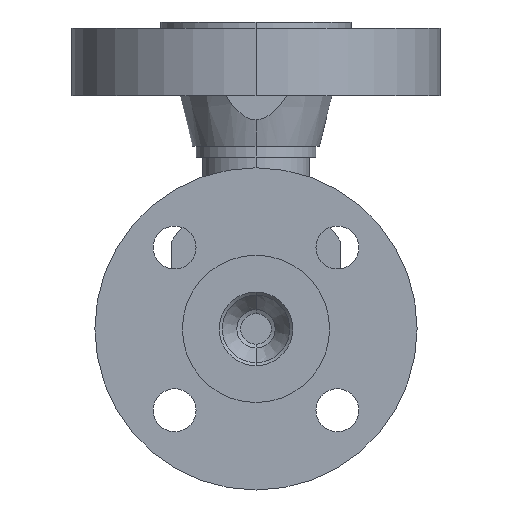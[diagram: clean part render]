
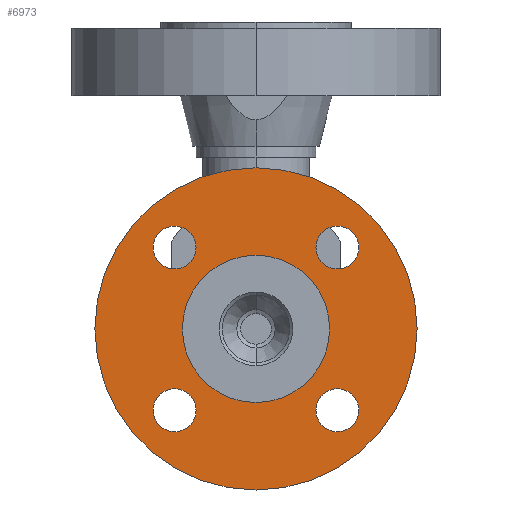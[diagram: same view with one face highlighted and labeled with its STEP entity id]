
A CAD part, front view. The second image highlights one B-rep face of the part: STEP entity #6973.
In plain terms, the highlighted planar face has unit normal (0, -1, 0).
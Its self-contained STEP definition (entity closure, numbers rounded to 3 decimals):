
#6706=CARTESIAN_POINT('',(0.,0.,0.));
#6707=DIRECTION('',(0.,1.,0.));
#6708=DIRECTION('',(0.,0.,-1.));
#6709=AXIS2_PLACEMENT_3D('',#6706,#6707,#6708);
#6711=CARTESIAN_POINT('',(0.,0.,0.));
#6712=DIRECTION('',(0.,-1.,0.));
#6713=DIRECTION('',(0.,0.,-1.));
#6714=AXIS2_PLACEMENT_3D('',#6711,#6712,#6713);
#6716=CARTESIAN_POINT('',(-26.517,0.,-26.517));
#6717=DIRECTION('',(0.,-1.,0.));
#6718=DIRECTION('',(1.,0.,0.));
#6719=AXIS2_PLACEMENT_3D('',#6716,#6717,#6718);
#6721=CARTESIAN_POINT('',(-26.517,0.,-26.517));
#6722=DIRECTION('',(0.,-1.,0.));
#6723=DIRECTION('',(-1.,0.,0.));
#6724=AXIS2_PLACEMENT_3D('',#6721,#6722,#6723);
#6726=CARTESIAN_POINT('',(-26.517,0.,26.517));
#6727=DIRECTION('',(0.,-1.,0.));
#6728=DIRECTION('',(1.,0.,0.));
#6729=AXIS2_PLACEMENT_3D('',#6726,#6727,#6728);
#6731=CARTESIAN_POINT('',(-26.517,0.,26.517));
#6732=DIRECTION('',(0.,-1.,0.));
#6733=DIRECTION('',(-1.,0.,0.));
#6734=AXIS2_PLACEMENT_3D('',#6731,#6732,#6733);
#6736=CARTESIAN_POINT('',(26.517,0.,26.517));
#6737=DIRECTION('',(0.,-1.,0.));
#6738=DIRECTION('',(1.,0.,0.));
#6739=AXIS2_PLACEMENT_3D('',#6736,#6737,#6738);
#6741=CARTESIAN_POINT('',(26.517,0.,26.517));
#6742=DIRECTION('',(0.,-1.,0.));
#6743=DIRECTION('',(-1.,0.,0.));
#6744=AXIS2_PLACEMENT_3D('',#6741,#6742,#6743);
#6746=CARTESIAN_POINT('',(26.517,0.,-26.517));
#6747=DIRECTION('',(0.,-1.,0.));
#6748=DIRECTION('',(1.,0.,0.));
#6749=AXIS2_PLACEMENT_3D('',#6746,#6747,#6748);
#6751=CARTESIAN_POINT('',(26.517,0.,-26.517));
#6752=DIRECTION('',(0.,-1.,0.));
#6753=DIRECTION('',(-1.,0.,0.));
#6754=AXIS2_PLACEMENT_3D('',#6751,#6752,#6753);
#6756=CARTESIAN_POINT('',(0.,0.,0.));
#6757=DIRECTION('',(0.,-1.,0.));
#6758=DIRECTION('',(0.,0.,-1.));
#6759=AXIS2_PLACEMENT_3D('',#6756,#6757,#6758);
#6769=CARTESIAN_POINT('',(0.,0.,0.));
#6770=DIRECTION('',(0.,1.,0.));
#6771=DIRECTION('',(0.,0.,-1.));
#6772=AXIS2_PLACEMENT_3D('',#6769,#6770,#6771);
#6857=CARTESIAN_POINT('',(0.,0.,-24.));
#6859=VERTEX_POINT('',#6857);
#6860=CARTESIAN_POINT('',(0.,0.,-52.5));
#6862=VERTEX_POINT('',#6860);
#6865=CARTESIAN_POINT('',(0.,0.,24.));
#6867=VERTEX_POINT('',#6865);
#6868=CARTESIAN_POINT('',(0.,0.,52.5));
#6870=VERTEX_POINT('',#6868);
#6872=CARTESIAN_POINT('',(-19.517,0.,-26.517));
#6873=CARTESIAN_POINT('',(-33.517,0.,-26.517));
#6874=VERTEX_POINT('',#6872);
#6875=VERTEX_POINT('',#6873);
#6880=CARTESIAN_POINT('',(-19.517,0.,26.517));
#6881=CARTESIAN_POINT('',(-33.517,0.,26.517));
#6882=VERTEX_POINT('',#6880);
#6883=VERTEX_POINT('',#6881);
#6888=CARTESIAN_POINT('',(33.517,0.,26.517));
#6889=CARTESIAN_POINT('',(19.517,0.,26.517));
#6890=VERTEX_POINT('',#6888);
#6891=VERTEX_POINT('',#6889);
#6896=CARTESIAN_POINT('',(33.517,0.,-26.517));
#6897=CARTESIAN_POINT('',(19.517,0.,-26.517));
#6898=VERTEX_POINT('',#6896);
#6899=VERTEX_POINT('',#6897);
#6934=CARTESIAN_POINT('',(0.,0.,0.));
#6935=DIRECTION('',(0.,-1.,0.));
#6936=DIRECTION('',(0.,0.,1.));
#6937=AXIS2_PLACEMENT_3D('',#6934,#6935,#6936);
#6938=PLANE('',#6937);
#6940=ORIENTED_EDGE('',*,*,#6939,.F.);
#6942=ORIENTED_EDGE('',*,*,#6941,.T.);
#6943=EDGE_LOOP('',(#6940,#6942));
#6944=FACE_OUTER_BOUND('',#6943,.F.);
#6945=ORIENTED_EDGE('',*,*,#6926,.F.);
#6946=ORIENTED_EDGE('',*,*,#6915,.T.);
#6947=EDGE_LOOP('',(#6945,#6946));
#6948=FACE_BOUND('',#6947,.F.);
#6950=ORIENTED_EDGE('',*,*,#6949,.T.);
#6952=ORIENTED_EDGE('',*,*,#6951,.T.);
#6953=EDGE_LOOP('',(#6950,#6952));
#6954=FACE_BOUND('',#6953,.F.);
#6956=ORIENTED_EDGE('',*,*,#6955,.T.);
#6958=ORIENTED_EDGE('',*,*,#6957,.T.);
#6959=EDGE_LOOP('',(#6956,#6958));
#6960=FACE_BOUND('',#6959,.F.);
#6962=ORIENTED_EDGE('',*,*,#6961,.T.);
#6964=ORIENTED_EDGE('',*,*,#6963,.T.);
#6965=EDGE_LOOP('',(#6962,#6964));
#6966=FACE_BOUND('',#6965,.F.);
#6968=ORIENTED_EDGE('',*,*,#6967,.T.);
#6970=ORIENTED_EDGE('',*,*,#6969,.T.);
#6971=EDGE_LOOP('',(#6968,#6970));
#6972=FACE_BOUND('',#6971,.F.);
#6973=ADVANCED_FACE('',(#6944,#6948,#6954,#6960,#6966,#6972),#6938,.T.);
#6710=CIRCLE('',#6709,24.);
#6715=CIRCLE('',#6714,24.);
#6720=CIRCLE('',#6719,7.);
#6725=CIRCLE('',#6724,7.);
#6730=CIRCLE('',#6729,7.);
#6735=CIRCLE('',#6734,7.);
#6740=CIRCLE('',#6739,7.);
#6745=CIRCLE('',#6744,7.);
#6750=CIRCLE('',#6749,7.);
#6755=CIRCLE('',#6754,7.);
#6760=CIRCLE('',#6759,52.5);
#6773=CIRCLE('',#6772,52.5);
#6915=EDGE_CURVE('',#6859,#6867,#6715,.T.);
#6926=EDGE_CURVE('',#6859,#6867,#6710,.T.);
#6939=EDGE_CURVE('',#6862,#6870,#6760,.T.);
#6941=EDGE_CURVE('',#6862,#6870,#6773,.T.);
#6949=EDGE_CURVE('',#6874,#6875,#6720,.T.);
#6951=EDGE_CURVE('',#6875,#6874,#6725,.T.);
#6955=EDGE_CURVE('',#6882,#6883,#6730,.T.);
#6957=EDGE_CURVE('',#6883,#6882,#6735,.T.);
#6961=EDGE_CURVE('',#6890,#6891,#6740,.T.);
#6963=EDGE_CURVE('',#6891,#6890,#6745,.T.);
#6967=EDGE_CURVE('',#6898,#6899,#6750,.T.);
#6969=EDGE_CURVE('',#6899,#6898,#6755,.T.);
